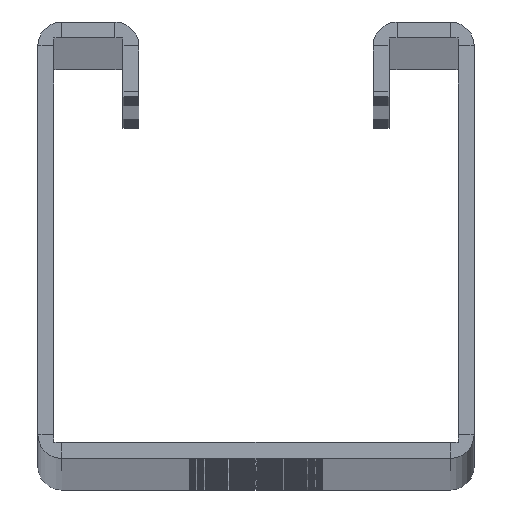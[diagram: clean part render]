
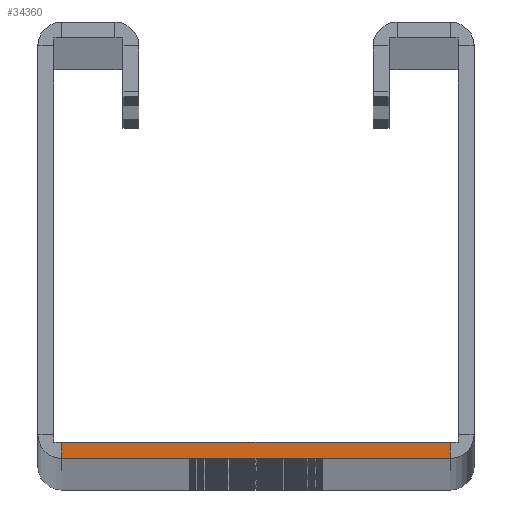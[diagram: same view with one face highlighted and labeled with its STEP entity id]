
A CAD part, top view. The second image highlights one B-rep face of the part: STEP entity #34360.
In plain terms, the highlighted planar face has unit normal (0, 0, 1).
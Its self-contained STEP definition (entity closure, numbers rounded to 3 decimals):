
#1770 = EDGE_CURVE ( 'NONE', #39937, #60620, #59453, .T. ) ;
#2185 = CARTESIAN_POINT ( 'NONE',  ( -18.25, 1.5, 0. ) ) ;
#4238 = CARTESIAN_POINT ( 'NONE',  ( -13.25, 38.75, 0. ) ) ;
#7137 = VECTOR ( 'NONE', #61683, 1000. ) ;
#7470 = CARTESIAN_POINT ( 'NONE',  ( -18.25, 1.5, 0. ) ) ;
#7791 = VECTOR ( 'NONE', #64652, 1000. ) ;
#8894 = CARTESIAN_POINT ( 'NONE',  ( 18.25, 1.5, 0. ) ) ;
#9980 = ORIENTED_EDGE ( 'NONE', *, *, #62609, .T. ) ;
#14401 = LINE ( 'NONE', #7470, #7791 ) ;
#16097 = CARTESIAN_POINT ( 'NONE',  ( 0., 0., 0. ) ) ;
#16148 = VECTOR ( 'NONE', #42801, 1000. ) ;
#17496 = ORIENTED_EDGE ( 'NONE', *, *, #29669, .F. ) ;
#19547 = CARTESIAN_POINT ( 'NONE',  ( -18.25, 0., 0. ) ) ;
#20144 = DIRECTION ( 'NONE',  ( 0., 0., 1. ) ) ;
#22098 = EDGE_CURVE ( 'NONE', #54409, #25536, #40060, .T. ) ;
#24823 = CARTESIAN_POINT ( 'NONE',  ( 18.25, 1.5, 0. ) ) ;
#25455 = AXIS2_PLACEMENT_3D ( 'NONE', #4238, #20144, #30528 ) ;
#25536 = VERTEX_POINT ( 'NONE', #19547 ) ;
#29669 = EDGE_CURVE ( 'NONE', #39937, #54409, #51726, .T. ) ;
#30528 = DIRECTION ( 'NONE',  ( 1., 0., 0. ) ) ;
#34360 = ADVANCED_FACE ( 'NONE', ( #47560 ), #62345, .T. ) ;
#36054 = DIRECTION ( 'NONE',  ( -1., 0., 0. ) ) ;
#36384 = ORIENTED_EDGE ( 'NONE', *, *, #1770, .T. ) ;
#39096 = EDGE_LOOP ( 'NONE', ( #36384, #9980, #66793, #17496 ) ) ;
#39937 = VERTEX_POINT ( 'NONE', #8894 ) ;
#40060 = LINE ( 'NONE', #16097, #16148 ) ;
#42801 = DIRECTION ( 'NONE',  ( -1., 0., 0. ) ) ;
#47059 = VECTOR ( 'NONE', #36054, 1000. ) ;
#47560 = FACE_OUTER_BOUND ( 'NONE', #39096, .T. ) ;
#51726 = LINE ( 'NONE', #24823, #7137 ) ;
#52223 = CARTESIAN_POINT ( 'NONE',  ( 0., 1.5, 0. ) ) ;
#52330 = CARTESIAN_POINT ( 'NONE',  ( 18.25, 0., 0. ) ) ;
#54409 = VERTEX_POINT ( 'NONE', #52330 ) ;
#59453 = LINE ( 'NONE', #52223, #47059 ) ;
#60620 = VERTEX_POINT ( 'NONE', #2185 ) ;
#61683 = DIRECTION ( 'NONE',  ( 0., -1., 0. ) ) ;
#62345 = PLANE ( 'NONE',  #25455 ) ;
#62609 = EDGE_CURVE ( 'NONE', #60620, #25536, #14401, .T. ) ;
#64652 = DIRECTION ( 'NONE',  ( 0., -1., 0. ) ) ;
#66793 = ORIENTED_EDGE ( 'NONE', *, *, #22098, .F. ) ;
